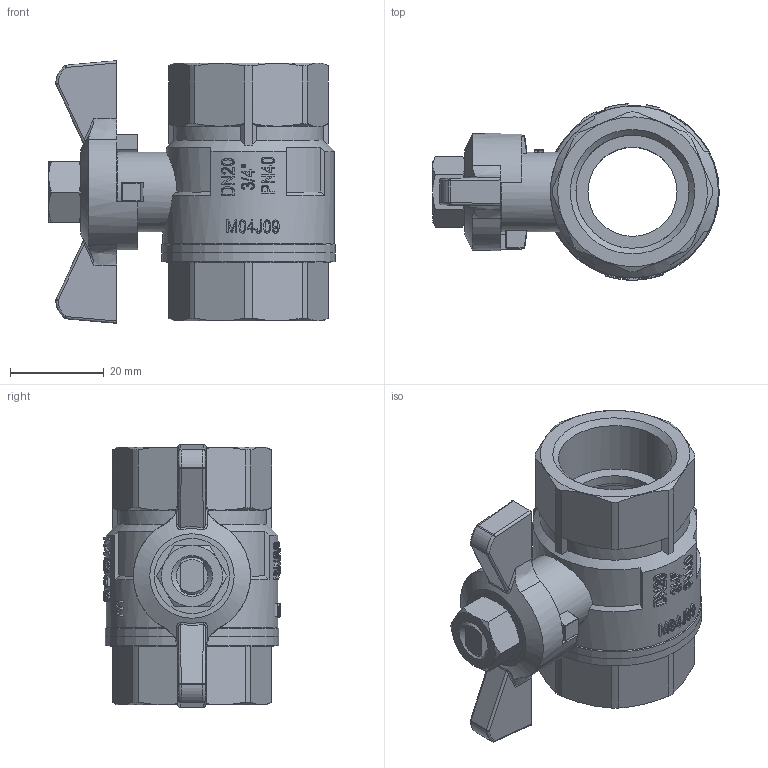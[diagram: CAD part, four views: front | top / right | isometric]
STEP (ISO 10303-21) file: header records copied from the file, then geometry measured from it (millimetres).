
FILE_DESCRIPTION(/* description */ ('Unknown'),/* implementation_level */ '2;1');
FILE_NAME(/* name */ '606-05',/* time_stamp */ '2022-03-16T13:21:14+01:00',/* author */ ('Unknown'),/* organization */ ('Unknown'),/* preprocessor_version */ 'ST-DEVELOPER v16.7',/* originating_system */ 'Solid Edge',/* authorisation */ 'Unknown');
FILE_SCHEMA (('AP203_CONFIGURATION_CONTROLLED_3D_DESIGN_OF_MECHANICAL_PARTS_AND_ASSEMBLIES_MIM_LF { 1 0 10303 203 3 1 4 }','AUTOMOTIVE_DESIGN {1 0 10303 214 3 1 1}'));
Length unit declared in the file: millimetre
Products named in the file (9): 2.141.020; 600-05; 600-04_Spindel; 600-04_Stopfbuchse; 600-05_Einschraubteil; 600-05_Körper; Mutter_M8; Flügelgriff 1_4 - 3_4
Assembly tree (8 placements, depth 4):
  2.141.020
    600-05
      600-04_Spindel
        600-04_Stopfbuchse
        600-04_Spindel
      600-05_Einschraubteil
      600-05_Körper
    Mutter_M8
    Flügelgriff 1_4 - 3_4
Bounding box: 61.1 x 37.58 x 56 mm (x, y, z)
Volume: 30503.4 mm3; surface area: 21447.9 mm2
Topology: 6 solids, 6 shells, 1238 faces, 3432 edges, 2264 vertices
Faces by surface type: plane 1036, cylinder 118, cone 55, bspline 18, sphere 10, torus 1
Full cylindrical faces by diameter (mm): 6.6 x1, 6.75 x1, 8.9 x2, 9.1 x1, 9.3 x1, 10.5 x1, 12 x1, 12.5 x1, 14 x2, 16 x1, 17 x1, 18.5 x1, 19 x2, 24.117 x2, 26 x2, 30.5 x1, 32 x1, 32.5 x1, 36.6 x1, 37 x2
Entity records: 51496 total; most frequent: CARTESIAN_POINT 10633, DIRECTION 7597, ORIENTED_EDGE 6738, EDGE_CURVE 3369, AXIS2_PLACEMENT_3D 3143, VERTEX_POINT 2251, ELLIPSE 1536, EDGE_LOOP 1358
